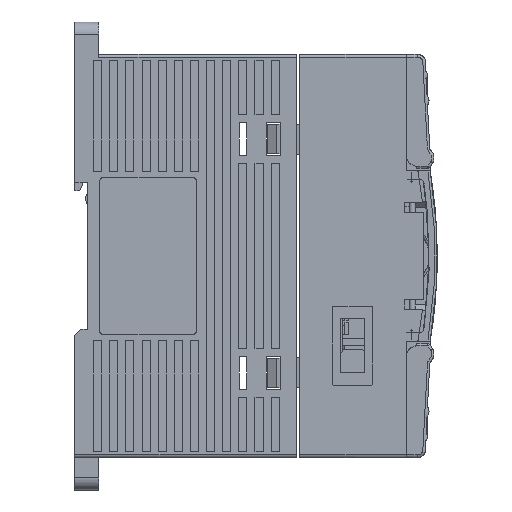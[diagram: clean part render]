
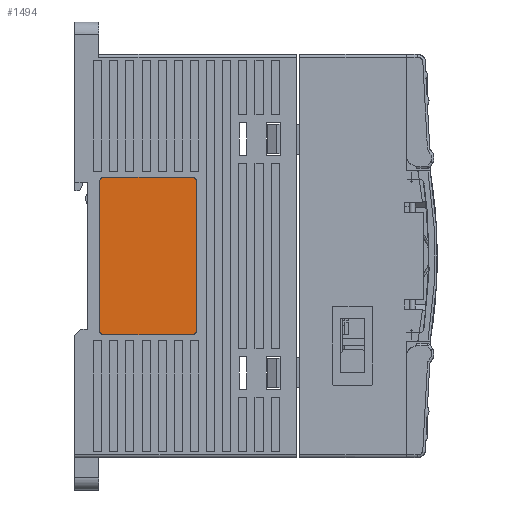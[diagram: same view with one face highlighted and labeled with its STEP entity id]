
A CAD part, left-side view. The second image highlights one B-rep face of the part: STEP entity #1494.
In plain terms, the highlighted planar face has unit normal (-1, 0, 0).
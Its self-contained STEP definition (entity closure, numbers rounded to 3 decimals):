
#1494=ADVANCED_FACE('',(#4647),#57078,.T.);
#4647=FACE_OUTER_BOUND('',#7857,.T.);
#7857=EDGE_LOOP('',(#14987,#14988,#14989,#14990,#14991,#14992,#14993,#14994));
#14987=ORIENTED_EDGE('',*,*,#33655,.T.);
#14988=ORIENTED_EDGE('',*,*,#32651,.T.);
#14989=ORIENTED_EDGE('',*,*,#30261,.F.);
#14990=ORIENTED_EDGE('',*,*,#30097,.F.);
#14991=ORIENTED_EDGE('',*,*,#30015,.F.);
#14992=ORIENTED_EDGE('',*,*,#32652,.T.);
#14993=ORIENTED_EDGE('',*,*,#33007,.T.);
#14994=ORIENTED_EDGE('',*,*,#32653,.T.);
#30015=EDGE_CURVE('',#49616,#49617,#39671,.T.);
#30097=EDGE_CURVE('',#49617,#49691,#41148,.T.);
#30261=EDGE_CURVE('',#49691,#49813,#39675,.T.);
#32651=EDGE_CURVE('',#51799,#49813,#43662,.T.);
#32652=EDGE_CURVE('',#49616,#51800,#43663,.T.);
#32653=EDGE_CURVE('',#51801,#51798,#43664,.T.);
#33007=EDGE_CURVE('',#51800,#51801,#39726,.T.);
#33655=EDGE_CURVE('',#51798,#51799,#39748,.T.);
#39671=(
BOUNDED_CURVE()
B_SPLINE_CURVE(2,(#69135,#69136,#69137),.UNSPECIFIED.,.F.,.F.)
B_SPLINE_CURVE_WITH_KNOTS((3,3),(1.571,3.142),
 .UNSPECIFIED.)
CURVE()
GEOMETRIC_REPRESENTATION_ITEM()
RATIONAL_B_SPLINE_CURVE((1.,0.707,1.))
REPRESENTATION_ITEM('')
);
#39675=(
BOUNDED_CURVE()
B_SPLINE_CURVE(2,(#69637,#69638,#69639),.UNSPECIFIED.,.F.,.F.)
B_SPLINE_CURVE_WITH_KNOTS((3,3),(3.142,4.712),
 .UNSPECIFIED.)
CURVE()
GEOMETRIC_REPRESENTATION_ITEM()
RATIONAL_B_SPLINE_CURVE((1.,0.707,1.))
REPRESENTATION_ITEM('')
);
#39726=(
BOUNDED_CURVE()
B_SPLINE_CURVE(2,(#75367,#75368,#75369),.UNSPECIFIED.,.F.,.F.)
B_SPLINE_CURVE_WITH_KNOTS((3,3),(-4.712,-3.142),
 .UNSPECIFIED.)
CURVE()
GEOMETRIC_REPRESENTATION_ITEM()
RATIONAL_B_SPLINE_CURVE((1.,0.707,1.))
REPRESENTATION_ITEM('')
);
#39748=(
BOUNDED_CURVE()
B_SPLINE_CURVE(2,(#76726,#76727,#76728),.UNSPECIFIED.,.F.,.F.)
B_SPLINE_CURVE_WITH_KNOTS((3,3),(-3.142,-1.571),
 .UNSPECIFIED.)
CURVE()
GEOMETRIC_REPRESENTATION_ITEM()
RATIONAL_B_SPLINE_CURVE((1.,0.707,1.))
REPRESENTATION_ITEM('')
);
#41148=B_SPLINE_CURVE_WITH_KNOTS('',1,(#69301,#69302),.UNSPECIFIED.,.F.,
 .F.,(2,2),(-18.5,18.5),.UNSPECIFIED.);
#43662=B_SPLINE_CURVE_WITH_KNOTS('',1,(#74619,#74620),.UNSPECIFIED.,.F.,
 .F.,(2,2),(-22.,0.),.UNSPECIFIED.);
#43663=B_SPLINE_CURVE_WITH_KNOTS('',1,(#74621,#74622),.UNSPECIFIED.,.F.,
 .F.,(2,2),(0.,22.),.UNSPECIFIED.);
#43664=B_SPLINE_CURVE_WITH_KNOTS('',1,(#74623,#74624),.UNSPECIFIED.,.F.,
 .F.,(2,2),(-18.5,18.5),.UNSPECIFIED.);
#49616=VERTEX_POINT('',#66352);
#49617=VERTEX_POINT('',#66353);
#49691=VERTEX_POINT('',#66427);
#49813=VERTEX_POINT('',#66549);
#51798=VERTEX_POINT('',#68534);
#51799=VERTEX_POINT('',#68535);
#51800=VERTEX_POINT('',#68536);
#51801=VERTEX_POINT('',#68537);
#57078=PLANE('',#59604);
#59604=AXIS2_PLACEMENT_3D('',#65471,#62063,$);
#62063=DIRECTION('',(-1.,0.,0.));
#65471=CARTESIAN_POINT('',(-88.619,248.011,-21.772));
#66352=CARTESIAN_POINT('',(-88.619,222.599,21.14));
#66353=CARTESIAN_POINT('',(-88.619,221.599,20.14));
#66427=CARTESIAN_POINT('',(-88.619,221.599,-16.86));
#66549=CARTESIAN_POINT('',(-88.619,222.599,-17.86));
#68534=CARTESIAN_POINT('',(-88.619,245.599,-16.86));
#68535=CARTESIAN_POINT('',(-88.619,244.599,-17.86));
#68536=CARTESIAN_POINT('',(-88.619,244.599,21.14));
#68537=CARTESIAN_POINT('',(-88.619,245.599,20.14));
#69135=CARTESIAN_POINT('',(-88.619,222.599,21.14));
#69136=CARTESIAN_POINT('',(-88.619,221.599,21.14));
#69137=CARTESIAN_POINT('',(-88.619,221.599,20.14));
#69301=CARTESIAN_POINT('',(-88.619,221.599,20.14));
#69302=CARTESIAN_POINT('',(-88.619,221.599,-16.86));
#69637=CARTESIAN_POINT('',(-88.619,221.599,-16.86));
#69638=CARTESIAN_POINT('',(-88.619,221.599,-17.86));
#69639=CARTESIAN_POINT('',(-88.619,222.599,-17.86));
#74619=CARTESIAN_POINT('',(-88.619,244.599,-17.86));
#74620=CARTESIAN_POINT('',(-88.619,222.599,-17.86));
#74621=CARTESIAN_POINT('',(-88.619,222.599,21.14));
#74622=CARTESIAN_POINT('',(-88.619,244.599,21.14));
#74623=CARTESIAN_POINT('',(-88.619,245.599,20.14));
#74624=CARTESIAN_POINT('',(-88.619,245.599,-16.86));
#75367=CARTESIAN_POINT('',(-88.619,244.599,21.14));
#75368=CARTESIAN_POINT('',(-88.619,245.599,21.14));
#75369=CARTESIAN_POINT('',(-88.619,245.599,20.14));
#76726=CARTESIAN_POINT('',(-88.619,245.599,-16.86));
#76727=CARTESIAN_POINT('',(-88.619,245.599,-17.86));
#76728=CARTESIAN_POINT('',(-88.619,244.599,-17.86));
